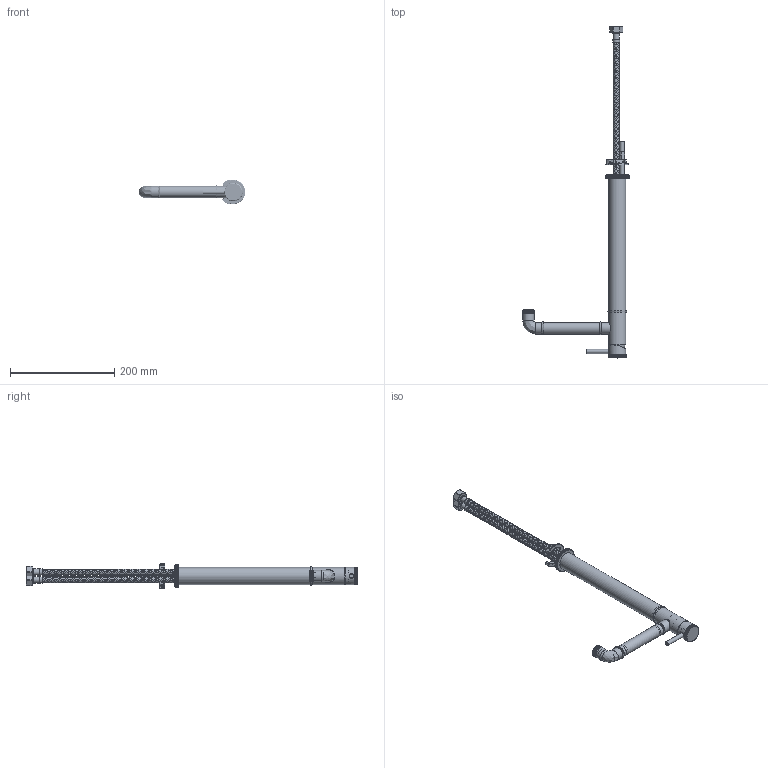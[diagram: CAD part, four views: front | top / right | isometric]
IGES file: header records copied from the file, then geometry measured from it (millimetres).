
Global section: file name: AGM76.A002 - PRI112 - Basin Tall Monobloc; native system: Autodesk Inventor 2016; preprocessor: unknown; author: J.Rodrigues; date: 20190508.154946; units: millimetre
Bounding box: 204.5 x 636.95 x 47.43 mm (x, y, z)
Volume: 258879 mm3; surface area: 197271.5 mm2
Topology: 24 solids, 28 shells, 10688 faces, 24400 edges, 13962 vertices
Faces by surface type: bspline 7225, cylinder 1769, plane 1352, revolution 245, cone 92, sphere 5
Full cylindrical faces by diameter (mm): 3.8 x3, 5 x1, 6 x1, 7 x1, 8 x2, 8.15 x4, 10 x2, 10.8 x1, 10.9 x2, 11.9 x4, 12.8 x4, 13.6 x1, 14.9 x2, 15.4 x2, 16.4 x1, 16.5 x2, 18.5 x1, 19 x1, 19.99 x1, 20 x3, 22 x4, 24.3 x1, 24.85 x1, 25 x2, 26 x1, 27.2 x2, 27.5 x1, 28.5 x1, 29 x1, 29.5 x1
